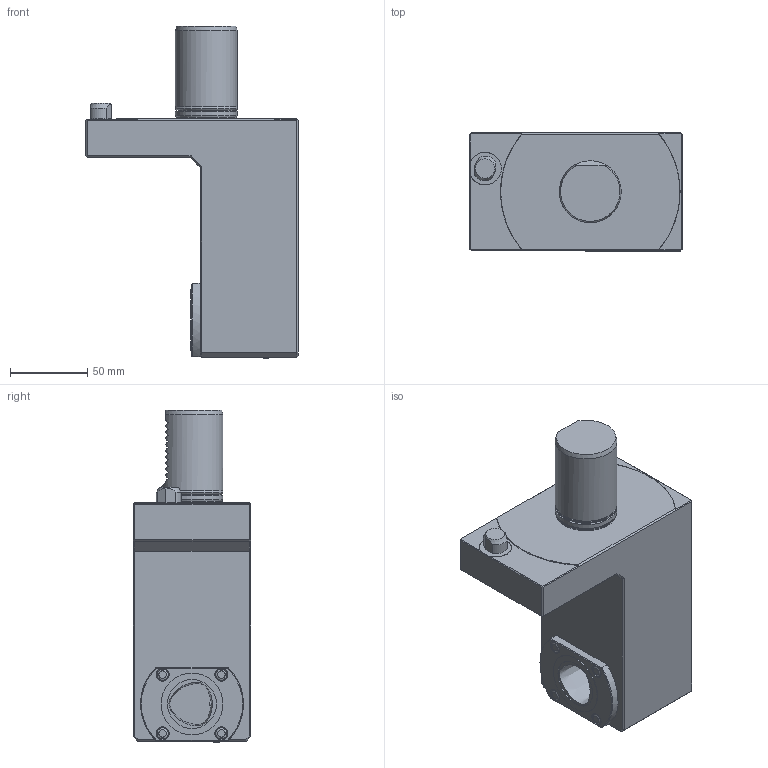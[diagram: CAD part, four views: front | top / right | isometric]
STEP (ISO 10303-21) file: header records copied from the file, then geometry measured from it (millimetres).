
FILE_DESCRIPTION(/* description */ (''),/* implementation_level */ '2;1');
FILE_NAME(/* name */ '1617186962243.stp',/* time_stamp */ '2021-03-31T12:36:09+02:00',/* author */ (''),/* organization */ ('SMS'),/* preprocessor_version */ 'ST-DEVELOPER v16.7',/* originating_system */ 'SIEMENS PLM Software NX 12.0',/* authorisation */ '');
FILE_SCHEMA (('AUTOMOTIVE_DESIGN { 1 0 10303 214 3 1 1 1 }'));
Length unit declared in the file: millimetre
Products named in the file (1): 203458533mod000_00
Bounding box: 137.5 x 76 x 214.54 mm (x, y, z)
Volume: 959185.6 mm3; surface area: 78504.9 mm2
Topology: 1 solids, 1 shells, 144 faces, 341 edges, 213 vertices
Faces by surface type: plane 94, cylinder 31, cone 8, torus 5, sphere 5, bspline 1
Full cylindrical faces by diameter (mm): 2.5 x1, 5.7 x1, 7.2 x4, 12 x1, 31.6 x1, 36.5 x1, 39 x1, 40 x4
Entity records: 3955 total; most frequent: CARTESIAN_POINT 877, DIRECTION 652, ORIENTED_EDGE 574, EDGE_CURVE 287, AXIS2_PLACEMENT_3D 246, VERTEX_POINT 196, EDGE_LOOP 175, LINE 160
